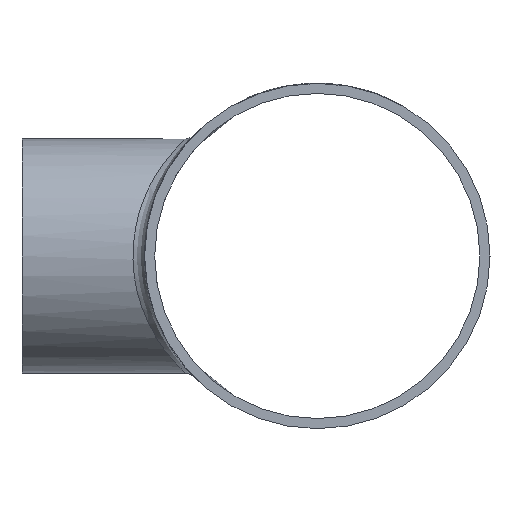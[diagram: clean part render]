
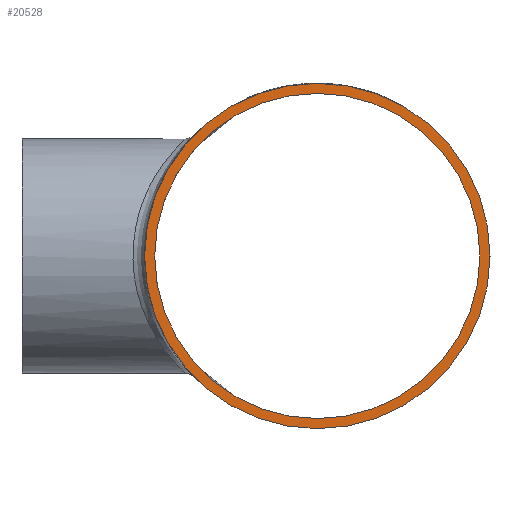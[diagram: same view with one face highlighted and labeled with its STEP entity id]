
A CAD part, left-side view. The second image highlights one B-rep face of the part: STEP entity #20528.
In plain terms, the highlighted planar face has unit normal (-1, 0, 0).
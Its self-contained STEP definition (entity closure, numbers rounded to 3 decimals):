
#663 = DIRECTION ( 'NONE',  ( -1., 0., 0. ) ) ;
#907 = DIRECTION ( 'NONE',  ( 0., 0., 1. ) ) ;
#2018 = AXIS2_PLACEMENT_3D ( 'NONE', #11608, #13474, #17322 ) ;
#2087 = DIRECTION ( 'NONE',  ( -1., 0., 0. ) ) ;
#3699 = AXIS2_PLACEMENT_3D ( 'NONE', #17218, #2087, #20684 ) ;
#4525 = ORIENTED_EDGE ( 'NONE', *, *, #22823, .T. ) ;
#6371 = AXIS2_PLACEMENT_3D ( 'NONE', #23353, #663, #907 ) ;
#10228 = PLANE ( 'NONE',  #6371 ) ;
#11608 = CARTESIAN_POINT ( 'NONE',  ( -86., 0., 0. ) ) ;
#12080 = CIRCLE ( 'NONE', #2018, 44.45 ) ;
#13474 = DIRECTION ( 'NONE',  ( -1., 0., 0. ) ) ;
#15237 = EDGE_CURVE ( 'NONE', #17721, #17721, #19339, .T. ) ;
#17218 = CARTESIAN_POINT ( 'NONE',  ( -86., 0., 0. ) ) ;
#17322 = DIRECTION ( 'NONE',  ( 0., 0., 1. ) ) ;
#17389 = FACE_BOUND ( 'NONE', #22633, .T. ) ;
#17721 = VERTEX_POINT ( 'NONE', #18400 ) ;
#18037 = EDGE_LOOP ( 'NONE', ( #4525 ) ) ;
#18400 = CARTESIAN_POINT ( 'NONE',  ( -86., 0., 41.85 ) ) ;
#19339 = CIRCLE ( 'NONE', #3699, 41.85 ) ;
#20047 = FACE_OUTER_BOUND ( 'NONE', #18037, .T. ) ;
#20528 = ADVANCED_FACE ( 'NONE', ( #17389, #20047 ), #10228, .T. ) ;
#20684 = DIRECTION ( 'NONE',  ( 0., 0., 1. ) ) ;
#22633 = EDGE_LOOP ( 'NONE', ( #23870 ) ) ;
#22823 = EDGE_CURVE ( 'NONE', #23039, #23039, #12080, .T. ) ;
#23039 = VERTEX_POINT ( 'NONE', #24171 ) ;
#23353 = CARTESIAN_POINT ( 'NONE',  ( -86., 0., 0. ) ) ;
#23870 = ORIENTED_EDGE ( 'NONE', *, *, #15237, .F. ) ;
#24171 = CARTESIAN_POINT ( 'NONE',  ( -86., 0., 44.45 ) ) ;
